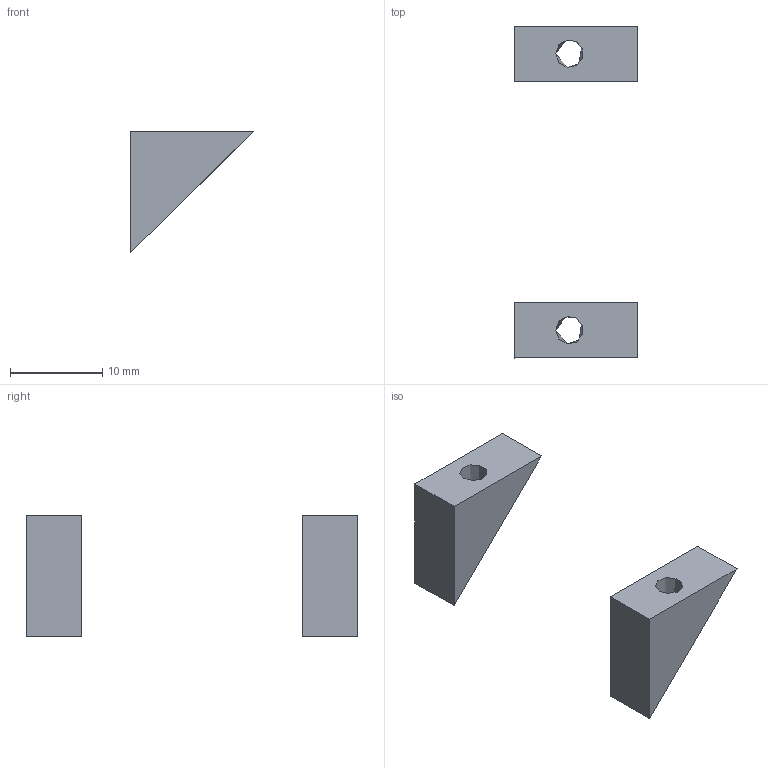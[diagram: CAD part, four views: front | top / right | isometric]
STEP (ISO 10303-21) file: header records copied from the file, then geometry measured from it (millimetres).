
FILE_DESCRIPTION(/* description */ (''),/* implementation_level */ '2;1');
FILE_NAME(/* name */ '',/* time_stamp */ '2026-01-09T20:32:50+03:00',/* author */ ('Service'),/* organization */ (''),/* preprocessor_version */ 'ST-DEVELOPER v20',/* originating_system */ 'Autodesk Inventor 2024',/* authorisation */ '');
FILE_SCHEMA (('AUTOMOTIVE_DESIGN { 1 0 10303 214 3 1 1 }'));
Length unit declared in the file: millimetre
Products named in the file (1): 4s
Bounding box: 13.42 x 36 x 13.19 mm (x, y, z)
Volume: 959.2 mm3; surface area: 1002.8 mm2
Topology: 2 solids, 2 shells, 12 faces, 62 edges, 92 vertices
Faces by surface type: plane 10, cylinder 2
Full cylindrical faces by diameter (mm): 3 x2
Entity records: 528 total; most frequent: CARTESIAN_POINT 129, DIRECTION 62, ORIENTED_EDGE 48, POLYLINE 34, STYLED_ITEM 32, EDGE_CURVE 24, AXIS2_PLACEMENT_3D 21, LINE 20
